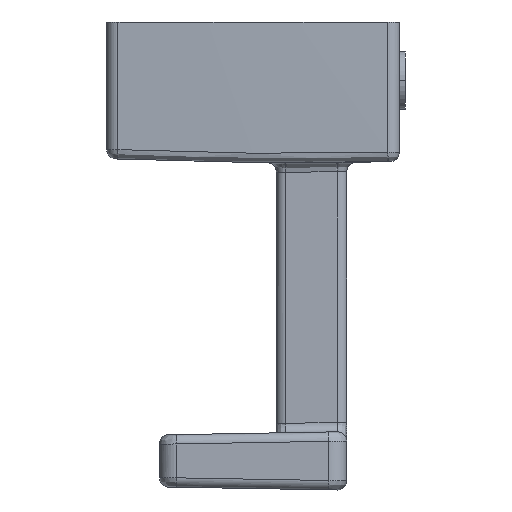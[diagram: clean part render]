
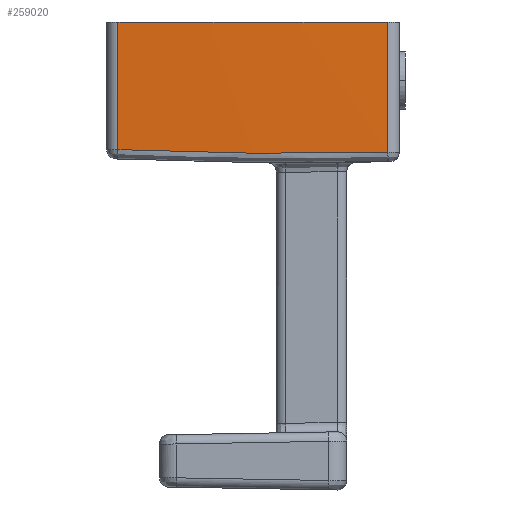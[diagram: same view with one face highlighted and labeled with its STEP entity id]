
A CAD part, left-side view. The second image highlights one B-rep face of the part: STEP entity #259020.
In plain terms, the highlighted cylindrical face has radius 358.164 mm (diameter 716.329 mm), a partial arc.
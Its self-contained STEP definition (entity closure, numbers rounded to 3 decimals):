
#199920=CARTESIAN_POINT('',(86.085,182.012,
-54.405));
#199930=VERTEX_POINT('',#199920);
#201070=CARTESIAN_POINT('',(86.317,205.076,
-54.174));
#201080=VERTEX_POINT('',#201070);
#201110=CARTESIAN_POINT('',(86.317,205.076,
-54.174));
#201120=CARTESIAN_POINT('',(86.315,205.039,
-54.175));
#201130=CARTESIAN_POINT('',(86.313,205.001,
-54.177));
#201140=CARTESIAN_POINT('',(86.291,204.47,
-54.199));
#201150=CARTESIAN_POINT('',(86.271,203.976,
-54.219));
#201160=CARTESIAN_POINT('',(86.19,201.827,
-54.3));
#201170=CARTESIAN_POINT('',(86.139,200.17,
-54.351));
#201180=CARTESIAN_POINT('',(86.06,196.856,
-54.43));
#201190=CARTESIAN_POINT('',(86.031,195.198,
-54.458));
#201200=CARTESIAN_POINT('',(85.998,191.882,
-54.491));
#201210=CARTESIAN_POINT('',(85.993,190.223,
-54.497));
#201220=CARTESIAN_POINT('',(86.006,186.906,
-54.484));
#201230=CARTESIAN_POINT('',(86.024,185.248,
-54.466));
#201240=CARTESIAN_POINT('',(86.062,183.102,
-54.428));
#201250=CARTESIAN_POINT('',(86.071,182.613,
-54.418));
#201260=CARTESIAN_POINT('',(86.083,182.087,
-54.407));
#201270=CARTESIAN_POINT('',(86.084,182.05,
-54.406));
#201280=CARTESIAN_POINT('',(86.085,182.012,
-54.405));
#201290=B_SPLINE_CURVE_WITH_KNOTS('',3,(#201110,#201120,#201130,#201140,
#201150,#201160,#201170,#201180,#201190,#201200,#201210,#201220,#201230,
#201240,#201250,#201260,#201270,#201280),.UNSPECIFIED.,.F.,.F.,(4,2,2,2,
2,2,2,2,4),(0.,0.113,1.596,6.571,
11.545,16.521,21.496,22.962,
23.075),.UNSPECIFIED.);
#201300=EDGE_CURVE('',#201080,#199930,#201290,.T.);
#222420=CARTESIAN_POINT('',(86.317,205.076,
-43.268));
#222430=VERTEX_POINT('',#222420);
#222940=CARTESIAN_POINT('',(86.085,182.012,
-43.268));
#222950=VERTEX_POINT('',#222940);
#222980=CARTESIAN_POINT('',(444.161,189.942,
-43.268));
#222990=DIRECTION('',(0.,0.,1.));
#223000=DIRECTION('',(0.,-1.,0.));
#223010=AXIS2_PLACEMENT_3D('',#222980,#222990,#223000);
#223020=CIRCLE('',#223010,358.164);
#223030=EDGE_CURVE('',#222430,#222950,#223020,.T.);
#258810=CARTESIAN_POINT('',(444.161,189.942,
-43.268));
#258820=DIRECTION('',(0.,0.,1.));
#258830=DIRECTION('',(0.,-1.,0.));
#258840=AXIS2_PLACEMENT_3D('',#258810,#258820,#258830);
#258850=CYLINDRICAL_SURFACE('',#258840,358.164);
#258860=ORIENTED_EDGE('',*,*,#223030,.F.);
#258870=CARTESIAN_POINT('',(86.085,182.012,
-43.268));
#258880=DIRECTION('',(0.,0.,1.));
#258890=VECTOR('',#258880,1.);
#258900=LINE('',#258870,#258890);
#258910=EDGE_CURVE('',#199930,#222950,#258900,.T.);
#258920=ORIENTED_EDGE('',*,*,#258910,.T.);
#258930=ORIENTED_EDGE('',*,*,#201300,.T.);
#258940=CARTESIAN_POINT('',(86.317,205.076,
-43.268));
#258950=DIRECTION('',(0.,0.,1.));
#258960=VECTOR('',#258950,1.);
#258970=LINE('',#258940,#258960);
#258980=EDGE_CURVE('',#201080,#222430,#258970,.T.);
#258990=ORIENTED_EDGE('',*,*,#258980,.F.);
#259000=EDGE_LOOP('',(#258990,#258930,#258920,#258860));
#259010=FACE_OUTER_BOUND('',#259000,.T.);
#259020=ADVANCED_FACE('',(#259010),#258850,.T.);
